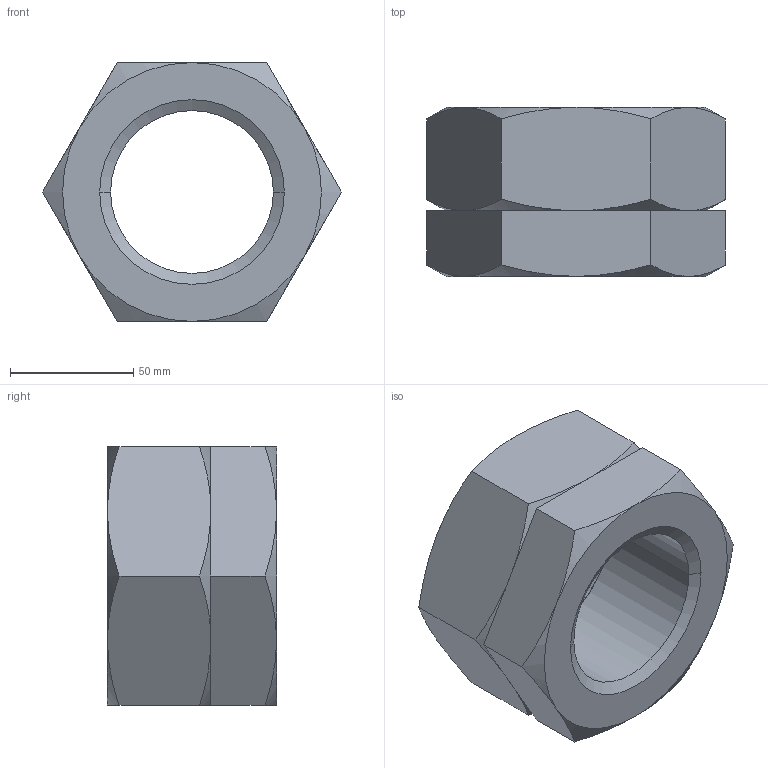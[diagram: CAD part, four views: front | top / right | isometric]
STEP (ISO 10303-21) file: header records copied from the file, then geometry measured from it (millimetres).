
FILE_DESCRIPTION((''),'2;1');
FILE_NAME('0RTHN072_____0','2019-10-29T14:24:24',('kim.bk'),(''),'CREO PARAMETRIC BY PTC INC, 2019010','CREO PARAMETRIC BY PTC INC, 2019010','');
FILE_SCHEMA(('CONFIG_CONTROL_DESIGN'));
Length unit declared in the file: millimetre
Products named in the file (1): 0RTHN072_____0
Bounding box: 121.24 x 68.6 x 105 mm (x, y, z)
Volume: 413375.4 mm3; surface area: 69353.6 mm2
Topology: 2 solids, 2 shells, 288 faces, 785 edges, 518 vertices
Faces by surface type: plane 258, cone 26, cylinder 4
Entity records: 9131 total; most frequent: CARTESIAN_POINT 1831, ORIENTED_EDGE 1570, DIRECTION 1363, EDGE_CURVE 785, VECTOR 711, LINE 711, VERTEX_POINT 518, AXIS2_PLACEMENT_3D 326
